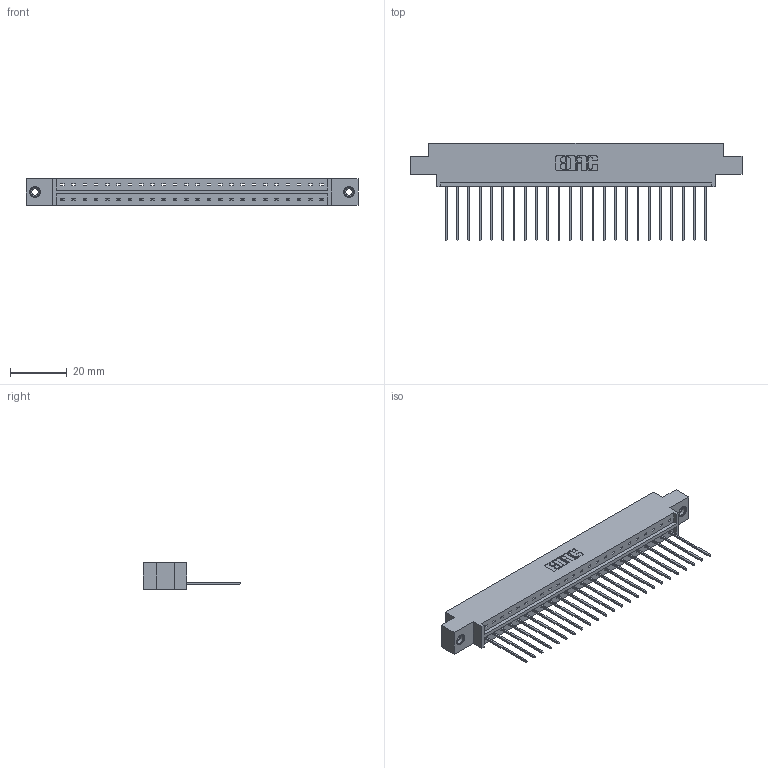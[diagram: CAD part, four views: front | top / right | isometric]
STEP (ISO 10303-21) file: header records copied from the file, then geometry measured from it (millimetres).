
FILE_DESCRIPTION (( 'STEP AP203' ), '1' );
FILE_NAME ('333-024-541-608.STEP', '2018-08-02T11:18:14', ( '' ), ( '' ), 'SwSTEP 2.0', 'SolidWorks 2016', '' );
FILE_SCHEMA (( 'CONFIG_CONTROL_DESIGN' ));
Length unit declared in the file: inch
Products named in the file (4): 333 Part_Offset - .156 Dia - TI; 345-292-001_345-293-141; 345-250-001_345-250-003-102; 333-024-541-608
Assembly tree (27 placements, depth 2):
  333-024-541-608
    333 Part_Offset - .156 Dia - TI
    345-292-001_345-293-141  x24
    345-250-001_345-250-003-102  x2
Bounding box: 116.64 x 34.3 x 9.4 mm (x, y, z)
Volume: 11427 mm3; surface area: 12956.2 mm2
Topology: 27 solids, 27 shells, 1570 faces, 4683 edges, 3082 vertices
Faces by surface type: plane 1114, cylinder 440, cone 12, torus 4
Entity records: 18336 total; most frequent: CARTESIAN_POINT 3149, ORIENTED_EDGE 3102, DIRECTION 2725, EDGE_CURVE 1551, VECTOR 1403, LINE 1403, VERTEX_POINT 1028, AXIS2_PLACEMENT_3D 661
